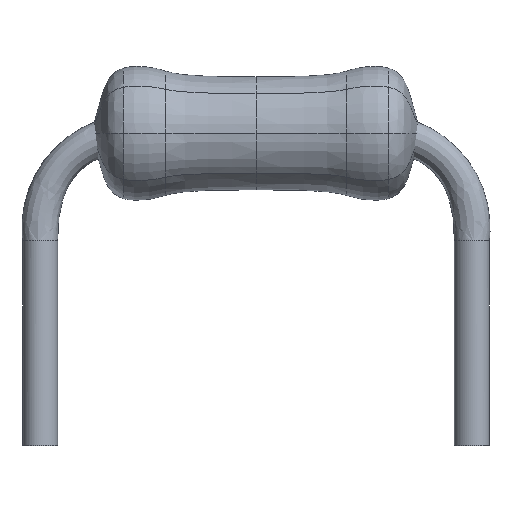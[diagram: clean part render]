
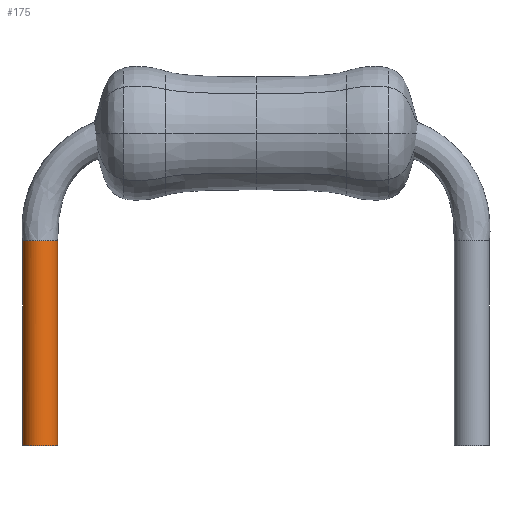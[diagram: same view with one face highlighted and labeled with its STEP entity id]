
A CAD part, front view. The second image highlights one B-rep face of the part: STEP entity #175.
In plain terms, the highlighted free-form (B-spline) face has degree [5, 1] with [6, 2] control points.
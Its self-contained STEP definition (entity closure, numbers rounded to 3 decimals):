
#22 = VERTEX_POINT('',#23);
#23 = CARTESIAN_POINT('',(-3.51,0.,
    -0.7));
#44 = VERTEX_POINT('',#45);
#45 = CARTESIAN_POINT('',(-4.127,0.,
    -0.7));
#90 = EDGE_CURVE('',#22,#44,#91,.T.);
#91 = B_SPLINE_CURVE_WITH_KNOTS('',5,(#92,#93,#94,#95,#96,#97),
  .UNSPECIFIED.,.F.,.F.,(6,6),(0.,0.5),
  .PIECEWISE_BEZIER_KNOTS.);
#92 = CARTESIAN_POINT('',(-3.51,0.,
    -0.7));
#93 = CARTESIAN_POINT('',(-3.51,-0.203,-0.7)
  );
#94 = CARTESIAN_POINT('',(-3.757,-0.41,
    -0.7));
#95 = CARTESIAN_POINT('',(-4.004,-0.359,
    -0.7));
#96 = CARTESIAN_POINT('',(-4.127,-0.179,-0.7)
  );
#97 = CARTESIAN_POINT('',(-4.127,0.,
    -0.7));
#138 = VERTEX_POINT('',#139);
#139 = CARTESIAN_POINT('',(-4.127,0.,
    -4.323));
#140 = VERTEX_POINT('',#141);
#141 = CARTESIAN_POINT('',(-3.51,0.,
    -4.323));
#150 = EDGE_CURVE('',#44,#138,#151,.T.);
#151 = LINE('',#152,#153);
#152 = CARTESIAN_POINT('',(-4.127,0.,
    -0.7));
#153 = VECTOR('',#154,1.);
#154 = DIRECTION('',(0.,0.,-1.));
#157 = EDGE_CURVE('',#140,#22,#158,.T.);
#158 = LINE('',#159,#160);
#159 = CARTESIAN_POINT('',(-3.51,0.,
    -4.323));
#160 = VECTOR('',#161,1.);
#161 = DIRECTION('',(0.,0.,1.));
#175 = ADVANCED_FACE('',(#176),#194,.T.);
#176 = FACE_BOUND('',#177,.T.);
#177 = EDGE_LOOP('',(#178,#179,#180,#193));
#178 = ORIENTED_EDGE('',*,*,#90,.T.);
#179 = ORIENTED_EDGE('',*,*,#150,.T.);
#180 = ORIENTED_EDGE('',*,*,#181,.F.);
#181 = EDGE_CURVE('',#140,#138,#182,.T.);
#182 = B_SPLINE_CURVE_WITH_KNOTS('',3,(#183,#184,#185,#186,#187,#188,
    #189,#190,#191,#192),.UNSPECIFIED.,.F.,.F.,(4,3,3,4),(
    -0.096,-0.067,-0.036,0.),
  .UNSPECIFIED.);
#183 = CARTESIAN_POINT('',(-3.51,0.,
    -4.323));
#184 = CARTESIAN_POINT('',(-3.51,-0.102,
    -4.323));
#185 = CARTESIAN_POINT('',(-3.583,-0.2,
    -4.323));
#186 = CARTESIAN_POINT('',(-3.671,-0.253,
    -4.323));
#187 = CARTESIAN_POINT('',(-3.766,-0.309,
    -4.323));
#188 = CARTESIAN_POINT('',(-3.879,-0.314,
    -4.323));
#189 = CARTESIAN_POINT('',(-3.965,-0.272,
    -4.323));
#190 = CARTESIAN_POINT('',(-4.065,-0.223,
    -4.323));
#191 = CARTESIAN_POINT('',(-4.127,-0.112,
    -4.323));
#192 = CARTESIAN_POINT('',(-4.127,0.,
    -4.323));
#193 = ORIENTED_EDGE('',*,*,#157,.T.);
#194 = B_SPLINE_SURFACE_WITH_KNOTS('',5,1,(
    (#195,#196)
    ,(#197,#198)
    ,(#199,#200)
    ,(#201,#202)
    ,(#203,#204)
    ,(#205,#206
    )),.UNSPECIFIED.,.T.,.F.,.F.,(1,5,5,1),(2,2),(-1.,0.,1.,2.),(0.,
    0.435),.UNSPECIFIED.);
#195 = CARTESIAN_POINT('',(-3.51,0.,
    -0.7));
#196 = CARTESIAN_POINT('',(-3.51,0.,
    -5.048));
#197 = CARTESIAN_POINT('',(-3.51,-0.406,-0.7
    ));
#198 = CARTESIAN_POINT('',(-3.51,-0.406,
    -5.048));
#199 = CARTESIAN_POINT('',(-4.497,-0.827,
    -0.7));
#200 = CARTESIAN_POINT('',(-4.497,-0.827,
    -5.048));
#201 = CARTESIAN_POINT('',(-4.497,0.827,-0.7)
  );
#202 = CARTESIAN_POINT('',(-4.497,0.827,
    -5.048));
#203 = CARTESIAN_POINT('',(-3.51,0.406,-0.7)
  );
#204 = CARTESIAN_POINT('',(-3.51,0.406,
    -5.048));
#205 = CARTESIAN_POINT('',(-3.51,0.,
    -0.7));
#206 = CARTESIAN_POINT('',(-3.51,0.,
    -5.048));
